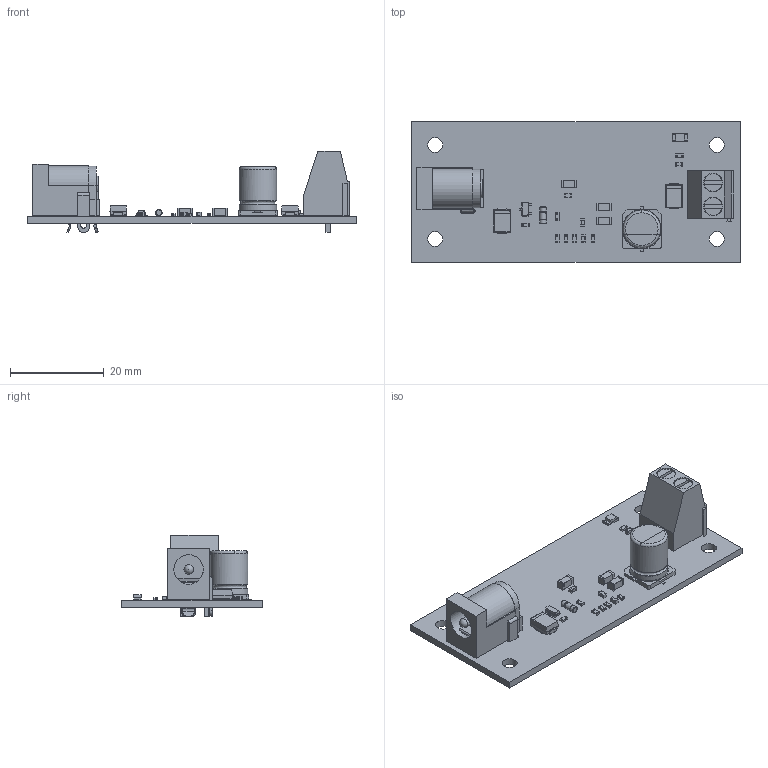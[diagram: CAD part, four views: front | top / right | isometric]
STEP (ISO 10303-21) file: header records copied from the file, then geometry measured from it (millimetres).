
FILE_DESCRIPTION(('KiCad electronic assembly'),'2;1');
FILE_NAME('Lumin_G7_battery_replacement.step','2025-11-01T13:59:47',( 'Pcbnew'),('Kicad'),'Open CASCADE STEP processor 7.9', 'KiCad to STEP converter','Unknown');
FILE_SCHEMA(('AUTOMOTIVE_DESIGN { 1 0 10303 214 1 1 1 1 }'));
Length unit declared in the file: millimetre
Products named in the file (12): Lumin_G7_battery_replacement 1; BarrelJack_GCT_DCJ200-10-A_Horizontal; R_0603_1608Metric; CP_Elec_8x10.5; C_1206_3216Metric; D_SMB; C_0603_1608Metric; D_MiniMELF; LED_1206_3216Metric; TerminalBlock_Phoenix_MKDS-1,5-2-5.08_1x02_P5.08mm_Horizontal; SOT-23; Lumin_G7_battery_replacement_PCB
Assembly tree (23 placements, depth 2):
  Lumin_G7_battery_replacement 1
    BarrelJack_GCT_DCJ200-10-A_Horizontal
    R_0603_1608Metric  x7
    CP_Elec_8x10.5
    C_1206_3216Metric  x3
    D_SMB  x2
    C_0603_1608Metric  x4
    D_MiniMELF
    LED_1206_3216Metric
    TerminalBlock_Phoenix_MKDS-1,5-2-5.08_1x02_P5.08mm_Horizontal
    SOT-23
    Lumin_G7_battery_replacement_PCB
Bounding box: 70 x 30 x 17.39 mm (x, y, z)
Volume: 5796.6 mm3; surface area: 7701.6 mm2
Topology: 23 solids, 23 shells, 854 faces, 2168 edges, 1387 vertices
Faces by surface type: plane 577, cylinder 223, bspline 46, torus 4, revolution 3, sphere 1
Full cylindrical faces by diameter (mm): 1.2 x1, 1.3 x2, 1.35 x2, 1.4 x3, 2 x1, 3.2 x4, 3.8 x2, 4 x2, 6.3 x1, 8 x2
Entity records: 19001 total; most frequent: CARTESIAN_POINT 3014, ORIENTED_EDGE 2590, DIRECTION 2516, EDGE_CURVE 1293, LINE 955, VECTOR 955, VERTEX_POINT 815, AXIS2_PLACEMENT_3D 779
